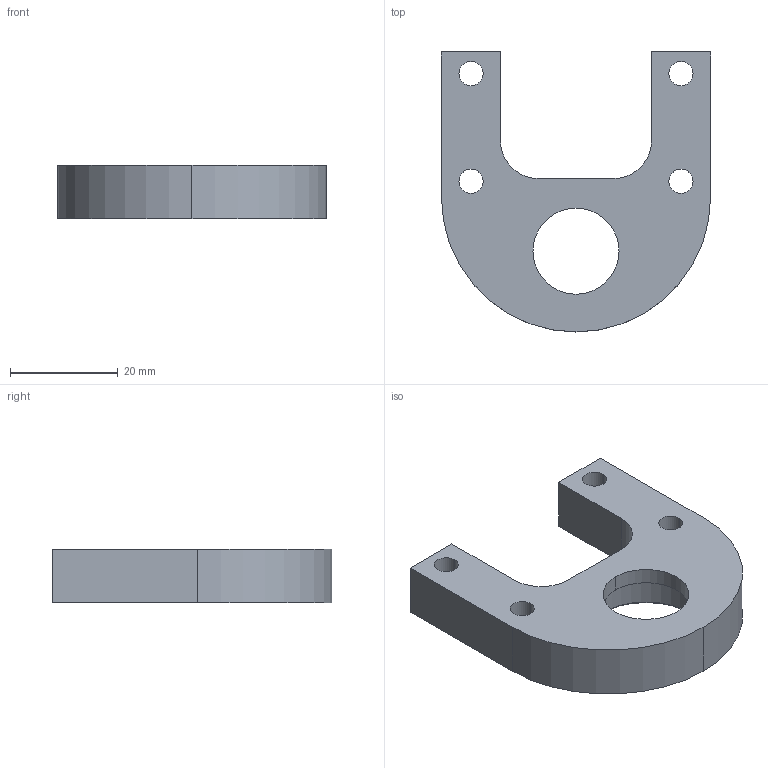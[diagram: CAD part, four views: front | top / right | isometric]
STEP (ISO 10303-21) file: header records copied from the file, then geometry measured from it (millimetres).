
FILE_DESCRIPTION (( 'STEP AP203' ), '1' );
FILE_NAME ('LAS-02-0003.step', '2020-09-30T00:21:50', ( '' ), ( '' ), 'SwSTEP 2.0', 'SolidWorks 2020', '' );
FILE_SCHEMA (( 'CONFIG_CONTROL_DESIGN' ));
Length unit declared in the file: millimetre
Products named in the file (1): LAS-02-0003
Bounding box: 50 x 52 x 10 mm (x, y, z)
Volume: 12926.7 mm3; surface area: 6383.5 mm2
Topology: 1 solids, 1 shells, 42 faces, 107 edges, 65 vertices
Faces by surface type: cylinder 21, plane 14, cone 7
Entity records: 1335 total; most frequent: DIRECTION 232, CARTESIAN_POINT 210, ORIENTED_EDGE 204, EDGE_CURVE 102, AXIS2_PLACEMENT_3D 87, VERTEX_POINT 65, LINE 58, VECTOR 58
